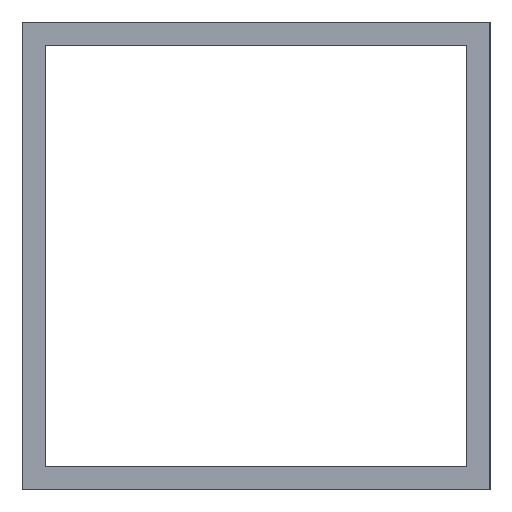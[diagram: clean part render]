
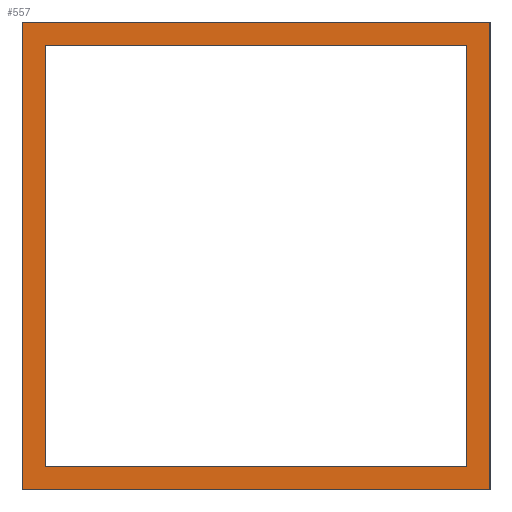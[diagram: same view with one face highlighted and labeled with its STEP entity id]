
A CAD part, left-side view. The second image highlights one B-rep face of the part: STEP entity #557.
In plain terms, the highlighted planar face has unit normal (-1, 0, 0).
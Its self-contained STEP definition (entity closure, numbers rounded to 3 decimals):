
#31=FACE_BOUND('',#122,.T.);
#53=PLANE('',#629);
#79=FACE_OUTER_BOUND('',#121,.T.);
#121=EDGE_LOOP('',(#473,#474,#475,#476));
#122=EDGE_LOOP('',(#477,#478,#479,#480));
#162=LINE('',#895,#202);
#165=LINE('',#901,#205);
#168=LINE('',#907,#208);
#171=LINE('',#912,#211);
#173=LINE('',#917,#213);
#174=LINE('',#919,#214);
#175=LINE('',#921,#215);
#176=LINE('',#922,#216);
#202=VECTOR('',#752,10.);
#205=VECTOR('',#757,10.);
#208=VECTOR('',#762,10.);
#211=VECTOR('',#767,10.);
#213=VECTOR('',#771,10.);
#214=VECTOR('',#772,10.);
#215=VECTOR('',#773,10.);
#216=VECTOR('',#774,10.);
#290=VERTEX_POINT('',#892);
#291=VERTEX_POINT('',#894);
#293=VERTEX_POINT('',#900);
#295=VERTEX_POINT('',#906);
#297=VERTEX_POINT('',#915);
#298=VERTEX_POINT('',#916);
#299=VERTEX_POINT('',#918);
#300=VERTEX_POINT('',#920);
#354=EDGE_CURVE('',#291,#290,#162,.T.);
#357=EDGE_CURVE('',#293,#291,#165,.T.);
#360=EDGE_CURVE('',#295,#293,#168,.T.);
#363=EDGE_CURVE('',#290,#295,#171,.T.);
#365=EDGE_CURVE('',#297,#298,#173,.T.);
#366=EDGE_CURVE('',#298,#299,#174,.T.);
#367=EDGE_CURVE('',#299,#300,#175,.T.);
#368=EDGE_CURVE('',#300,#297,#176,.T.);
#473=ORIENTED_EDGE('',*,*,#365,.T.);
#474=ORIENTED_EDGE('',*,*,#366,.T.);
#475=ORIENTED_EDGE('',*,*,#367,.T.);
#476=ORIENTED_EDGE('',*,*,#368,.T.);
#477=ORIENTED_EDGE('',*,*,#354,.T.);
#478=ORIENTED_EDGE('',*,*,#363,.T.);
#479=ORIENTED_EDGE('',*,*,#360,.T.);
#480=ORIENTED_EDGE('',*,*,#357,.T.);
#557=ADVANCED_FACE('',(#79,#31),#53,.T.);
#629=AXIS2_PLACEMENT_3D('',#914,#769,#770);
#752=DIRECTION('',(0.,0.,1.));
#757=DIRECTION('',(0.,1.,0.));
#762=DIRECTION('',(0.,0.,-1.));
#767=DIRECTION('',(0.,-1.,0.));
#769=DIRECTION('center_axis',(-1.,0.,0.));
#770=DIRECTION('ref_axis',(0.,0.,1.));
#771=DIRECTION('',(0.,1.,0.));
#772=DIRECTION('',(0.,0.,-1.));
#773=DIRECTION('',(0.,-1.,0.));
#774=DIRECTION('',(0.,0.,1.));
#892=CARTESIAN_POINT('',(-205.,9.,9.));
#894=CARTESIAN_POINT('',(-205.,9.,-9.));
#895=CARTESIAN_POINT('',(-205.,9.,-5.));
#900=CARTESIAN_POINT('',(-205.,-9.,-9.));
#901=CARTESIAN_POINT('',(-205.,-5.,-9.));
#906=CARTESIAN_POINT('',(-205.,-9.,9.));
#907=CARTESIAN_POINT('',(-205.,-9.,5.));
#912=CARTESIAN_POINT('',(-205.,5.,9.));
#914=CARTESIAN_POINT('Origin',(-205.,0.,0.));
#915=CARTESIAN_POINT('',(-205.,-10.,10.));
#916=CARTESIAN_POINT('',(-205.,10.,10.));
#917=CARTESIAN_POINT('',(-205.,-10.,10.));
#918=CARTESIAN_POINT('',(-205.,10.,-10.));
#919=CARTESIAN_POINT('',(-205.,10.,10.));
#920=CARTESIAN_POINT('',(-205.,-10.,-10.));
#921=CARTESIAN_POINT('',(-205.,10.,-10.));
#922=CARTESIAN_POINT('',(-205.,-10.,-10.));
